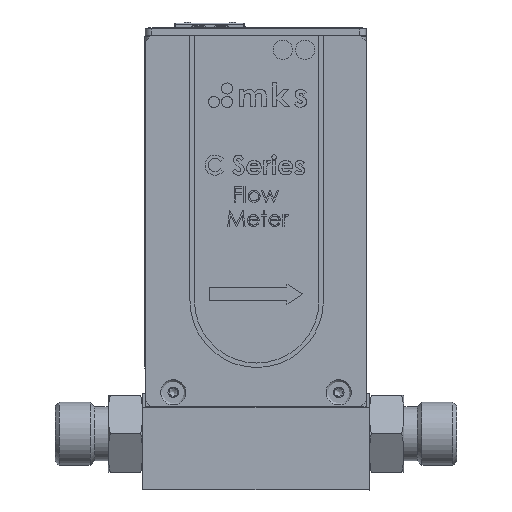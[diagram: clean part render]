
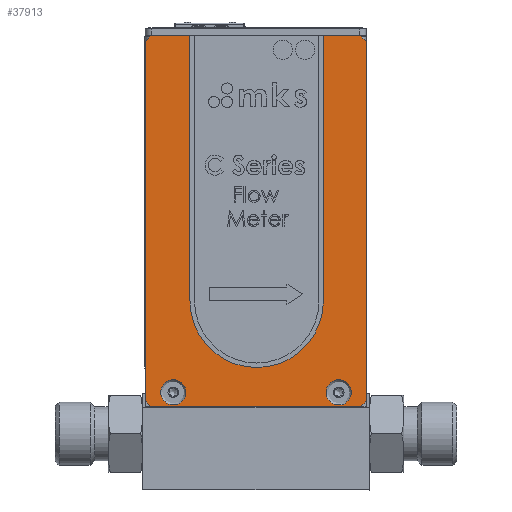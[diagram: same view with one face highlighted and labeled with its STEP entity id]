
A CAD part, top view. The second image highlights one B-rep face of the part: STEP entity #37913.
In plain terms, the highlighted planar face has unit normal (0, 0, 1).
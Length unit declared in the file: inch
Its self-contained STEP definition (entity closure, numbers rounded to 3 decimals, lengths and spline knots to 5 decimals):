
#1695 = CARTESIAN_POINT ( 'NONE',  ( 0.86997, 2.999, 0.498 ) ) ;
#1803 = DIRECTION ( 'NONE',  ( 0.707, -0.707, 0. ) ) ;
#2991 = CARTESIAN_POINT ( 'NONE',  ( -0.35503, 3.124, 0.498 ) ) ;
#3013 = VERTEX_POINT ( 'NONE', #47630 ) ;
#3392 = FACE_BOUND ( 'NONE', #23861, .T. ) ;
#3743 = DIRECTION ( 'NONE',  ( 0.707, 0.707, 0. ) ) ;
#3916 = VERTEX_POINT ( 'NONE', #23877 ) ;
#3999 = ORIENTED_EDGE ( 'NONE', *, *, #38920, .T. ) ;
#4086 = ORIENTED_EDGE ( 'NONE', *, *, #49635, .T. ) ;
#4090 = CIRCLE ( 'NONE', #39182, 0.086 ) ;
#4200 = CIRCLE ( 'NONE', #28656, 0.086 ) ;
#4635 = FACE_OUTER_BOUND ( 'NONE', #40111, .T. ) ;
#5418 = DIRECTION ( 'NONE',  ( 0., 0., 1. ) ) ;
#5715 = ORIENTED_EDGE ( 'NONE', *, *, #50642, .T. ) ;
#5721 = DIRECTION ( 'NONE',  ( 1., 0., 0. ) ) ;
#6161 = VERTEX_POINT ( 'NONE', #45286 ) ;
#6581 = LINE ( 'NONE', #22423, #16032 ) ;
#7040 = DIRECTION ( 'NONE',  ( -1., 0., 0. ) ) ;
#8259 = ORIENTED_EDGE ( 'NONE', *, *, #48960, .T. ) ;
#9013 = CARTESIAN_POINT ( 'NONE',  ( 0.00647, -0.055, 0.498 ) ) ;
#9131 = EDGE_LOOP ( 'NONE', ( #14856 ) ) ;
#9611 = CARTESIAN_POINT ( 'NONE',  ( -0.30503, -0.181, 0.498 ) ) ;
#9704 = FACE_BOUND ( 'NONE', #42599, .T. ) ;
#11003 = CARTESIAN_POINT ( 'NONE',  ( 1.56497, -0.181, 0.498 ) ) ;
#11354 = EDGE_CURVE ( 'NONE', #3013, #3916, #12208, .T. ) ;
#12087 = VECTOR ( 'NONE', #1803, 39.37008 ) ;
#12208 = LINE ( 'NONE', #2991, #32230 ) ;
#12472 = VERTEX_POINT ( 'NONE', #20954 ) ;
#12933 = VECTOR ( 'NONE', #26971, 39.37008 ) ;
#13869 = AXIS2_PLACEMENT_3D ( 'NONE', #14488, #42494, #18521 ) ;
#14102 = FACE_BOUND ( 'NONE', #41984, .T. ) ;
#14488 = CARTESIAN_POINT ( 'NONE',  ( -0.35503, -0.181, 0.498 ) ) ;
#14595 = DIRECTION ( 'NONE',  ( 0., 0., 1. ) ) ;
#14856 = ORIENTED_EDGE ( 'NONE', *, *, #24803, .F. ) ;
#16032 = VECTOR ( 'NONE', #18586, 39.37008 ) ;
#16745 = VERTEX_POINT ( 'NONE', #49380 ) ;
#16776 = EDGE_CURVE ( 'NONE', #46932, #46932, #4090, .T. ) ;
#17247 = LINE ( 'NONE', #51754, #46657 ) ;
#17434 = CARTESIAN_POINT ( 'NONE',  ( -0.35503, -0.181, 0.498 ) ) ;
#17733 = VERTEX_POINT ( 'NONE', #11003 ) ;
#18167 = PLANE ( 'NONE',  #13869 ) ;
#18521 = DIRECTION ( 'NONE',  ( -1., 0., 0. ) ) ;
#18586 = DIRECTION ( 'NONE',  ( -0.707, 0.707, 0. ) ) ;
#19155 = EDGE_CURVE ( 'NONE', #3916, #16745, #44921, .T. ) ;
#19219 = ORIENTED_EDGE ( 'NONE', *, *, #22125, .F. ) ;
#20782 = CARTESIAN_POINT ( 'NONE',  ( 0.95597, 2.999, 0.498 ) ) ;
#20954 = CARTESIAN_POINT ( 'NONE',  ( 1.15597, 2.999, 0.498 ) ) ;
#21060 = ORIENTED_EDGE ( 'NONE', *, *, #19155, .T. ) ;
#21400 = DIRECTION ( 'NONE',  ( 0., 0., 1. ) ) ;
#22125 = EDGE_CURVE ( 'NONE', #12472, #12472, #4200, .T. ) ;
#22143 = CARTESIAN_POINT ( 'NONE',  ( 1.61497, 3.074, 0.498 ) ) ;
#22423 = CARTESIAN_POINT ( 'NONE',  ( 1.61497, 3.074, 0.498 ) ) ;
#22643 = LINE ( 'NONE', #36082, #32005 ) ;
#23861 = EDGE_LOOP ( 'NONE', ( #46133 ) ) ;
#23877 = CARTESIAN_POINT ( 'NONE',  ( -0.30503, 3.124, 0.498 ) ) ;
#24568 = CARTESIAN_POINT ( 'NONE',  ( 1.61497, -0.131, 0.498 ) ) ;
#24803 = EDGE_CURVE ( 'NONE', #41913, #41913, #44913, .T. ) ;
#24910 = LINE ( 'NONE', #17434, #34284 ) ;
#25476 = EDGE_CURVE ( 'NONE', #17733, #48183, #17247, .T. ) ;
#25925 = VERTEX_POINT ( 'NONE', #28089 ) ;
#26808 = CARTESIAN_POINT ( 'NONE',  ( -0.30503, 3.124, 0.498 ) ) ;
#26971 = DIRECTION ( 'NONE',  ( -0.707, -0.707, 0. ) ) ;
#28089 = CARTESIAN_POINT ( 'NONE',  ( -0.35503, -0.131, 0.498 ) ) ;
#28485 = AXIS2_PLACEMENT_3D ( 'NONE', #29447, #5418, #33460 ) ;
#28656 = AXIS2_PLACEMENT_3D ( 'NONE', #45373, #21400, #49402 ) ;
#28683 = CIRCLE ( 'NONE', #28485, 0.1125 ) ;
#29217 = ORIENTED_EDGE ( 'NONE', *, *, #40913, .F. ) ;
#29447 = CARTESIAN_POINT ( 'NONE',  ( 1.36997, -0.055, 0.498 ) ) ;
#29748 = DIRECTION ( 'NONE',  ( 0., 0., 1. ) ) ;
#30137 = LINE ( 'NONE', #41700, #50206 ) ;
#31105 = AXIS2_PLACEMENT_3D ( 'NONE', #38572, #14595, #42587 ) ;
#32005 = VECTOR ( 'NONE', #40155, 39.37008 ) ;
#32230 = VECTOR ( 'NONE', #7040, 39.37008 ) ;
#33367 = LINE ( 'NONE', #49834, #12087 ) ;
#33460 = DIRECTION ( 'NONE',  ( 1., 0., 0. ) ) ;
#34284 = VECTOR ( 'NONE', #45427, 39.37008 ) ;
#34423 = ORIENTED_EDGE ( 'NONE', *, *, #25476, .T. ) ;
#35382 = FACE_BOUND ( 'NONE', #9131, .T. ) ;
#36082 = CARTESIAN_POINT ( 'NONE',  ( 1.61497, -0.181, 0.498 ) ) ;
#36788 = VERTEX_POINT ( 'NONE', #22143 ) ;
#37228 = EDGE_CURVE ( 'NONE', #51701, #17733, #30137, .T. ) ;
#37347 = ORIENTED_EDGE ( 'NONE', *, *, #11354, .T. ) ;
#37913 = ADVANCED_FACE ( 'NONE', ( #14102, #3392, #35382, #9704, #4635 ), #18167, .F. ) ;
#38572 = CARTESIAN_POINT ( 'NONE',  ( -0.10603, -0.055, 0.498 ) ) ;
#38920 = EDGE_CURVE ( 'NONE', #48183, #36788, #22643, .T. ) ;
#39182 = AXIS2_PLACEMENT_3D ( 'NONE', #1695, #29748, #5721 ) ;
#40111 = EDGE_LOOP ( 'NONE', ( #8259, #5715, #48980, #34423, #3999, #4086, #37347, #21060 ) ) ;
#40155 = DIRECTION ( 'NONE',  ( 0., 1., 0. ) ) ;
#40913 = EDGE_CURVE ( 'NONE', #6161, #6161, #28683, .T. ) ;
#41700 = CARTESIAN_POINT ( 'NONE',  ( -0.35503, -0.181, 0.498 ) ) ;
#41913 = VERTEX_POINT ( 'NONE', #9013 ) ;
#41984 = EDGE_LOOP ( 'NONE', ( #19219 ) ) ;
#42494 = DIRECTION ( 'NONE',  ( 0., 0., -1. ) ) ;
#42587 = DIRECTION ( 'NONE',  ( 1., 0., 0. ) ) ;
#42599 = EDGE_LOOP ( 'NONE', ( #29217 ) ) ;
#44913 = CIRCLE ( 'NONE', #31105, 0.1125 ) ;
#44921 = LINE ( 'NONE', #26808, #12933 ) ;
#45286 = CARTESIAN_POINT ( 'NONE',  ( 1.48247, -0.055, 0.498 ) ) ;
#45373 = CARTESIAN_POINT ( 'NONE',  ( 1.06997, 2.999, 0.498 ) ) ;
#45427 = DIRECTION ( 'NONE',  ( 0., -1., 0. ) ) ;
#45705 = DIRECTION ( 'NONE',  ( 1., 0., 0. ) ) ;
#46133 = ORIENTED_EDGE ( 'NONE', *, *, #16776, .F. ) ;
#46657 = VECTOR ( 'NONE', #3743, 39.37008 ) ;
#46932 = VERTEX_POINT ( 'NONE', #20782 ) ;
#47630 = CARTESIAN_POINT ( 'NONE',  ( 1.56497, 3.124, 0.498 ) ) ;
#48183 = VERTEX_POINT ( 'NONE', #24568 ) ;
#48960 = EDGE_CURVE ( 'NONE', #16745, #25925, #24910, .T. ) ;
#48980 = ORIENTED_EDGE ( 'NONE', *, *, #37228, .T. ) ;
#49380 = CARTESIAN_POINT ( 'NONE',  ( -0.35503, 3.074, 0.498 ) ) ;
#49402 = DIRECTION ( 'NONE',  ( 1., 0., 0. ) ) ;
#49635 = EDGE_CURVE ( 'NONE', #36788, #3013, #6581, .T. ) ;
#49834 = CARTESIAN_POINT ( 'NONE',  ( -0.35503, -0.131, 0.498 ) ) ;
#50206 = VECTOR ( 'NONE', #45705, 39.37008 ) ;
#50642 = EDGE_CURVE ( 'NONE', #25925, #51701, #33367, .T. ) ;
#51701 = VERTEX_POINT ( 'NONE', #9611 ) ;
#51754 = CARTESIAN_POINT ( 'NONE',  ( 1.56497, -0.181, 0.498 ) ) ;
